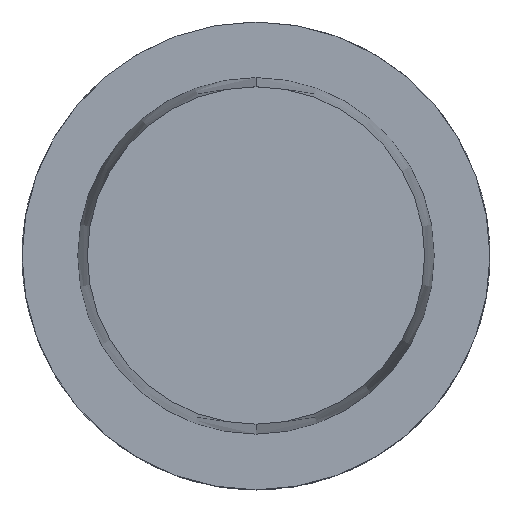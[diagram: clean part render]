
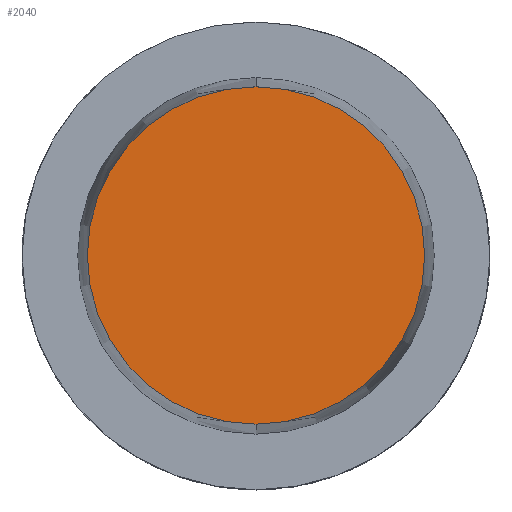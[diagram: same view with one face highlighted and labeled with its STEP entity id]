
A CAD part, top view. The second image highlights one B-rep face of the part: STEP entity #2040.
In plain terms, the highlighted planar face has unit normal (0, 0, 1).
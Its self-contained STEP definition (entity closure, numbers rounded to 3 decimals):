
#1055=CARTESIAN_POINT('',(0.,0.,32.));
#1056=DIRECTION('',(0.,0.,1.));
#1057=DIRECTION('',(0.,1.,0.));
#1058=AXIS2_PLACEMENT_3D('',#1055,#1056,#1057);
#1063=CARTESIAN_POINT('',(0.,0.,32.));
#1064=DIRECTION('',(0.,0.,-1.));
#1065=DIRECTION('',(0.,1.,0.));
#1066=AXIS2_PLACEMENT_3D('',#1063,#1064,#1065);
#1191=CARTESIAN_POINT('',(0.,22.717,32.));
#1192=VERTEX_POINT('',#1191);
#1193=CARTESIAN_POINT('',(0.,-22.717,32.));
#1194=VERTEX_POINT('',#1193);
#2031=CARTESIAN_POINT('',(0.,0.,32.));
#2032=DIRECTION('',(0.,0.,-1.));
#2033=DIRECTION('',(0.,-1.,0.));
#2034=AXIS2_PLACEMENT_3D('',#2031,#2032,#2033);
#2035=PLANE('',#2034);
#2036=ORIENTED_EDGE('',*,*,#2024,.F.);
#2037=ORIENTED_EDGE('',*,*,#2013,.T.);
#2038=EDGE_LOOP('',(#2036,#2037));
#2039=FACE_OUTER_BOUND('',#2038,.F.);
#1059=CIRCLE('',#1058,22.717);
#1067=CIRCLE('',#1066,22.717);
#2013=EDGE_CURVE('',#1192,#1194,#1067,.T.);
#2024=EDGE_CURVE('',#1192,#1194,#1059,.T.);
#2040=ADVANCED_FACE('',(#2039),#2035,.F.);
